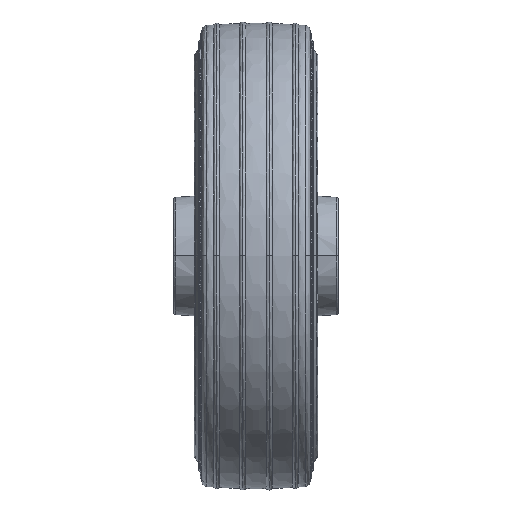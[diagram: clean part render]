
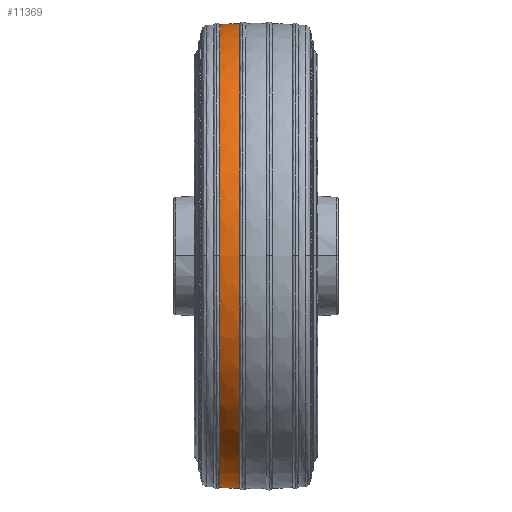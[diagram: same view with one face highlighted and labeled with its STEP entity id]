
A CAD part, top view. The second image highlights one B-rep face of the part: STEP entity #11369.
In plain terms, the highlighted toroidal (fillet/blend) face has major radius 87.859 mm and minor radius 150 mm.
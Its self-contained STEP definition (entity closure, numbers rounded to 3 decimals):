
#728 = EDGE_CURVE ( 'NONE', #10220, #8021, #5249, .T. ) ;
#1224 = ORIENTED_EDGE ( 'NONE', *, *, #4532, .F. ) ;
#1323 = CARTESIAN_POINT ( 'NONE',  ( -9.74, 0., 61.824 ) ) ;
#1411 = DIRECTION ( 'NONE',  ( 1., 0., 0. ) ) ;
#1510 = DIRECTION ( 'NONE',  ( 0., 0., 1. ) ) ;
#1575 = DIRECTION ( 'NONE',  ( 0., -1., 0. ) ) ;
#1825 = CARTESIAN_POINT ( 'NONE',  ( -4.316, 0., 0. ) ) ;
#2151 = DIRECTION ( 'NONE',  ( -1., 0., 0. ) ) ;
#2434 = DIRECTION ( 'NONE',  ( -1., 0., 0. ) ) ;
#2636 = ORIENTED_EDGE ( 'NONE', *, *, #9393, .F. ) ;
#2738 = DIRECTION ( 'NONE',  ( 1., 0., 0. ) ) ;
#2861 = CIRCLE ( 'NONE', #6131, 62.079 ) ;
#2921 = CARTESIAN_POINT ( 'NONE',  ( 0., -87.859, 0. ) ) ;
#3419 = CARTESIAN_POINT ( 'NONE',  ( -9.74, 61.824, 0. ) ) ;
#3773 = ORIENTED_EDGE ( 'NONE', *, *, #728, .F. ) ;
#3820 = VERTEX_POINT ( 'NONE', #9714 ) ;
#4242 = ORIENTED_EDGE ( 'NONE', *, *, #5936, .F. ) ;
#4532 = EDGE_CURVE ( 'NONE', #3820, #12452, #6992, .T. ) ;
#4603 = DIRECTION ( 'NONE',  ( -1., 0., 0. ) ) ;
#4617 = CARTESIAN_POINT ( 'NONE',  ( 0., 0., 0. ) ) ;
#4641 = VERTEX_POINT ( 'NONE', #11632 ) ;
#5015 = CIRCLE ( 'NONE', #11574, 62.079 ) ;
#5235 = CIRCLE ( 'NONE', #6623, 61.824 ) ;
#5249 = CIRCLE ( 'NONE', #5818, 150. ) ;
#5269 = ORIENTED_EDGE ( 'NONE', *, *, #9941, .F. ) ;
#5312 = CARTESIAN_POINT ( 'NONE',  ( -4.316, 0., 0. ) ) ;
#5334 = CARTESIAN_POINT ( 'NONE',  ( -9.74, 0., 0. ) ) ;
#5467 = EDGE_CURVE ( 'NONE', #3820, #6507, #12313, .T. ) ;
#5697 = DIRECTION ( 'NONE',  ( 1., 0., 0. ) ) ;
#5818 = AXIS2_PLACEMENT_3D ( 'NONE', #2921, #11483, #4603 ) ;
#5936 = EDGE_CURVE ( 'NONE', #8021, #4641, #2861, .T. ) ;
#6041 = DIRECTION ( 'NONE',  ( 0., 0., -1. ) ) ;
#6131 = AXIS2_PLACEMENT_3D ( 'NONE', #1825, #5697, #11663 ) ;
#6304 = DIRECTION ( 'NONE',  ( 0., 0., 1. ) ) ;
#6307 = TOROIDAL_SURFACE ( 'NONE', #12510, -87.859, 150. ) ;
#6384 = DIRECTION ( 'NONE',  ( 0., 0., -1. ) ) ;
#6440 = DIRECTION ( 'NONE',  ( 0., 1., 0. ) ) ;
#6507 = VERTEX_POINT ( 'NONE', #6608 ) ;
#6563 = AXIS2_PLACEMENT_3D ( 'NONE', #5334, #2434, #6384 ) ;
#6608 = CARTESIAN_POINT ( 'NONE',  ( -4.316, -62.079, 0. ) ) ;
#6623 = AXIS2_PLACEMENT_3D ( 'NONE', #8739, #2151, #6041 ) ;
#6992 = CIRCLE ( 'NONE', #6563, 61.824 ) ;
#7361 = CARTESIAN_POINT ( 'NONE',  ( 0., 87.859, 0. ) ) ;
#8021 = VERTEX_POINT ( 'NONE', #12159 ) ;
#8739 = CARTESIAN_POINT ( 'NONE',  ( -9.74, 0., 0. ) ) ;
#9361 = FACE_OUTER_BOUND ( 'NONE', #9923, .T. ) ;
#9393 = EDGE_CURVE ( 'NONE', #12452, #10220, #5235, .T. ) ;
#9714 = CARTESIAN_POINT ( 'NONE',  ( -9.74, -61.824, 0. ) ) ;
#9845 = ORIENTED_EDGE ( 'NONE', *, *, #5467, .T. ) ;
#9923 = EDGE_LOOP ( 'NONE', ( #1224, #9845, #5269, #4242, #3773, #2636 ) ) ;
#9941 = EDGE_CURVE ( 'NONE', #4641, #6507, #5015, .T. ) ;
#10031 = AXIS2_PLACEMENT_3D ( 'NONE', #7361, #1510, #1575 ) ;
#10220 = VERTEX_POINT ( 'NONE', #3419 ) ;
#11369 = ADVANCED_FACE ( 'NONE', ( #9361 ), #6307, .T. ) ;
#11483 = DIRECTION ( 'NONE',  ( 0., 0., -1. ) ) ;
#11574 = AXIS2_PLACEMENT_3D ( 'NONE', #5312, #1411, #6304 ) ;
#11632 = CARTESIAN_POINT ( 'NONE',  ( -4.316, 0., 62.079 ) ) ;
#11663 = DIRECTION ( 'NONE',  ( 0., 0., 1. ) ) ;
#12159 = CARTESIAN_POINT ( 'NONE',  ( -4.316, 62.079, 0. ) ) ;
#12313 = CIRCLE ( 'NONE', #10031, 150. ) ;
#12452 = VERTEX_POINT ( 'NONE', #1323 ) ;
#12510 = AXIS2_PLACEMENT_3D ( 'NONE', #4617, #2738, #6440 ) ;
